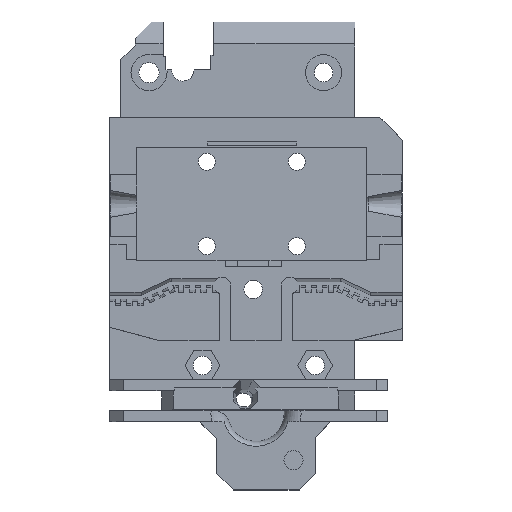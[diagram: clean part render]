
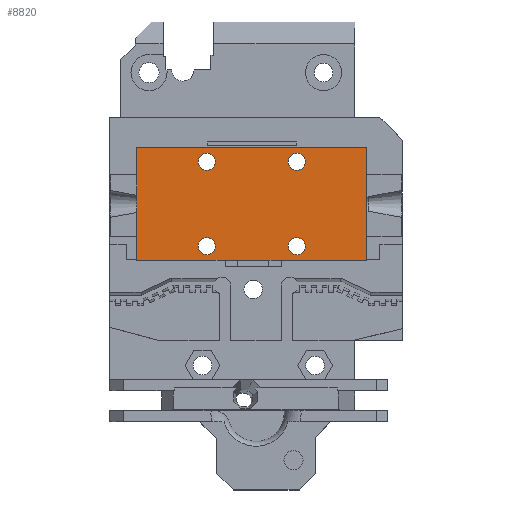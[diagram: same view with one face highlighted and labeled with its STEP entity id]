
A CAD part, top view. The second image highlights one B-rep face of the part: STEP entity #8820.
In plain terms, the highlighted planar face has unit normal (0, 0, 1).
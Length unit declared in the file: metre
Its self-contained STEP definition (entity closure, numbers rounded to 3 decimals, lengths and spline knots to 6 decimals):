
#285=CIRCLE('',#9373,0.0015);
#287=CIRCLE('',#9376,0.0015);
#289=CIRCLE('',#9379,0.0015);
#291=CIRCLE('',#9382,0.0015);
#2027=ORIENTED_EDGE('',*,*,#3831,.T.);
#2028=ORIENTED_EDGE('',*,*,#3132,.F.);
#2029=ORIENTED_EDGE('',*,*,#3830,.F.);
#2030=ORIENTED_EDGE('',*,*,#3144,.F.);
#2031=ORIENTED_EDGE('',*,*,#3829,.T.);
#2032=ORIENTED_EDGE('',*,*,#3825,.T.);
#2033=ORIENTED_EDGE('',*,*,#3823,.T.);
#2034=ORIENTED_EDGE('',*,*,#3827,.T.);
#3132=EDGE_CURVE('',#4390,#4391,#5220,.T.);
#3144=EDGE_CURVE('',#4400,#4401,#5230,.T.);
#3823=EDGE_CURVE('',#4842,#4842,#285,.T.);
#3825=EDGE_CURVE('',#4844,#4844,#287,.T.);
#3827=EDGE_CURVE('',#4846,#4846,#289,.T.);
#3829=EDGE_CURVE('',#4848,#4848,#291,.T.);
#3830=EDGE_CURVE('',#4401,#4390,#5842,.T.);
#3831=EDGE_CURVE('',#4400,#4391,#5843,.T.);
#4390=VERTEX_POINT('',#12338);
#4391=VERTEX_POINT('',#12340);
#4400=VERTEX_POINT('',#12361);
#4401=VERTEX_POINT('',#12363);
#4842=VERTEX_POINT('',#13753);
#4844=VERTEX_POINT('',#13758);
#4846=VERTEX_POINT('',#13763);
#4848=VERTEX_POINT('',#13768);
#5220=LINE('',#12339,#6293);
#5230=LINE('',#12362,#6303);
#5842=LINE('',#13770,#6915);
#5843=LINE('',#13772,#6916);
#6293=VECTOR('',#9882,1.);
#6303=VECTOR('',#9898,1.);
#6915=VECTOR('',#11146,1.);
#6916=VECTOR('',#11149,1.);
#7458=EDGE_LOOP('',(#2027,#2028,#2029,#2030));
#7459=EDGE_LOOP('',(#2031));
#7460=EDGE_LOOP('',(#2032));
#7461=EDGE_LOOP('',(#2033));
#7462=EDGE_LOOP('',(#2034));
#7979=FACE_BOUND('',#7458,.T.);
#7980=FACE_BOUND('',#7459,.T.);
#7981=FACE_BOUND('',#7460,.T.);
#7982=FACE_BOUND('',#7461,.T.);
#7983=FACE_BOUND('',#7462,.T.);
#8420=PLANE('',#9385);
#8820=ADVANCED_FACE('',(#7979,#7980,#7981,#7982,#7983),#8420,.F.);
#9373=AXIS2_PLACEMENT_3D('',#13752,#11124,#11125);
#9376=AXIS2_PLACEMENT_3D('',#13757,#11130,#11131);
#9379=AXIS2_PLACEMENT_3D('',#13762,#11136,#11137);
#9382=AXIS2_PLACEMENT_3D('',#13767,#11142,#11143);
#9385=AXIS2_PLACEMENT_3D('',#13773,#11150,#11151);
#9882=DIRECTION('',(0.,1.,0.));
#9898=DIRECTION('',(0.,-1.,0.));
#11124=DIRECTION('',(0.,0.,-1.));
#11125=DIRECTION('',(0.,1.,0.));
#11130=DIRECTION('',(0.,0.,-1.));
#11131=DIRECTION('',(0.,1.,0.));
#11136=DIRECTION('',(0.,0.,-1.));
#11137=DIRECTION('',(0.,1.,0.));
#11142=DIRECTION('',(0.,0.,-1.));
#11143=DIRECTION('',(0.,1.,0.));
#11146=DIRECTION('',(-1.,0.,0.));
#11149=DIRECTION('',(-1.,0.,0.));
#11150=DIRECTION('',(0.,0.,-1.));
#11151=DIRECTION('',(-1.,0.,0.));
#12338=CARTESIAN_POINT('',(0.17624,0.21008,0.35029));
#12339=CARTESIAN_POINT('',(0.17624,0.2201,0.35029));
#12340=CARTESIAN_POINT('',(0.17624,0.23012,0.35029));
#12361=CARTESIAN_POINT('',(0.21708,0.23012,0.35029));
#12362=CARTESIAN_POINT('',(0.21708,0.2201,0.35029));
#12363=CARTESIAN_POINT('',(0.21708,0.21008,0.35029));
#13752=CARTESIAN_POINT('',(0.20466,0.2276,0.35029));
#13753=CARTESIAN_POINT('',(0.20466,0.2291,0.35029));
#13757=CARTESIAN_POINT('',(0.18866,0.2126,0.35029));
#13758=CARTESIAN_POINT('',(0.18866,0.2141,0.35029));
#13762=CARTESIAN_POINT('',(0.20466,0.2126,0.35029));
#13763=CARTESIAN_POINT('',(0.20466,0.2141,0.35029));
#13767=CARTESIAN_POINT('',(0.18866,0.2276,0.35029));
#13768=CARTESIAN_POINT('',(0.18866,0.2291,0.35029));
#13770=CARTESIAN_POINT('',(0.179185,0.21008,0.35029));
#13772=CARTESIAN_POINT('',(0.19666,0.23012,0.35029));
#13773=CARTESIAN_POINT('',(0.18171,0.2201,0.35029));
